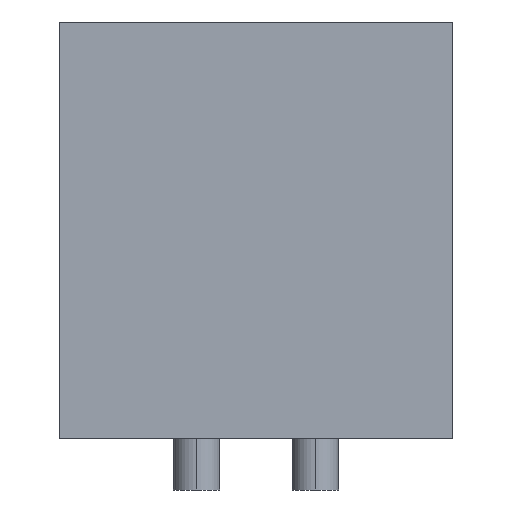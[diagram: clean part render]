
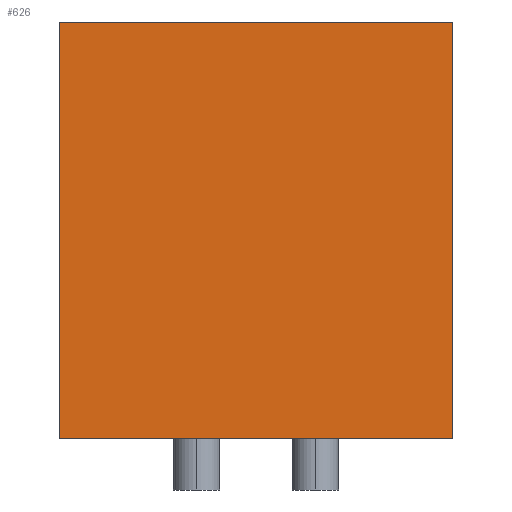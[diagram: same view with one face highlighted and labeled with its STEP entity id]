
A CAD part, left-side view. The second image highlights one B-rep face of the part: STEP entity #626.
In plain terms, the highlighted planar face has unit normal (-1, 0, 0).
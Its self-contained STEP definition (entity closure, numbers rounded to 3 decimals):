
#197 = VECTOR ( 'NONE', #2440, 1000. ) ;
#247 = EDGE_CURVE ( 'NONE', #3480, #3430, #1962, .T. ) ;
#489 = EDGE_CURVE ( 'NONE', #3496, #3480, #2688, .T. ) ;
#529 = EDGE_CURVE ( 'NONE', #3536, #3430, #2764, .T. ) ;
#622 = EDGE_CURVE ( 'NONE', #3496, #3536, #2858, .T. ) ;
#626 = ADVANCED_FACE ( 'NONE', ( #2867 ), #1006, .F. ) ;
#693 = CARTESIAN_POINT ( 'NONE',  ( 0., -8.4, 8.9 ) ) ;
#694 = DIRECTION ( 'NONE',  ( 0., 0., -1. ) ) ;
#989 = CARTESIAN_POINT ( 'NONE',  ( 0., 0., 8.9 ) ) ;
#990 = DIRECTION ( 'NONE',  ( 0., -1., 0. ) ) ;
#1006 = PLANE ( 'NONE',  #3148 ) ;
#1007 = CARTESIAN_POINT ( 'NONE',  ( 0., 0., 8.9 ) ) ;
#1008 = DIRECTION ( 'NONE',  ( 1., 0., 0. ) ) ;
#1009 = DIRECTION ( 'NONE',  ( 0., 1., 0. ) ) ;
#1155 = CARTESIAN_POINT ( 'NONE',  ( 0., -8.4, 0. ) ) ;
#1187 = CARTESIAN_POINT ( 'NONE',  ( 0., 0., 0. ) ) ;
#1196 = CARTESIAN_POINT ( 'NONE',  ( 0., 0., 8.9 ) ) ;
#1216 = CARTESIAN_POINT ( 'NONE',  ( 0., -8.4, 8.9 ) ) ;
#1228 = CARTESIAN_POINT ( 'NONE',  ( 0., 0., 0. ) ) ;
#1266 = DIRECTION ( 'NONE',  ( 0., -1., 0. ) ) ;
#1526 = ORIENTED_EDGE ( 'NONE', *, *, #247, .T. ) ;
#1529 = ORIENTED_EDGE ( 'NONE', *, *, #622, .F. ) ;
#1532 = ORIENTED_EDGE ( 'NONE', *, *, #489, .T. ) ;
#1534 = ORIENTED_EDGE ( 'NONE', *, *, #529, .F. ) ;
#1932 = EDGE_LOOP ( 'NONE', ( #1526, #1534, #1529, #1532 ) ) ;
#1962 = LINE ( 'NONE', #1228, #3918 ) ;
#2439 = CARTESIAN_POINT ( 'NONE',  ( 0., 0., 8.9 ) ) ;
#2440 = DIRECTION ( 'NONE',  ( 0., 0., -1. ) ) ;
#2688 = LINE ( 'NONE', #2439, #197 ) ;
#2764 = LINE ( 'NONE', #693, #3020 ) ;
#2858 = LINE ( 'NONE', #989, #3144 ) ;
#2867 = FACE_OUTER_BOUND ( 'NONE', #1932, .T. ) ;
#3020 = VECTOR ( 'NONE', #694, 1000. ) ;
#3144 = VECTOR ( 'NONE', #990, 1000. ) ;
#3148 = AXIS2_PLACEMENT_3D ( 'NONE', #1007, #1008, #1009 ) ;
#3430 = VERTEX_POINT ( 'NONE', #1155 ) ;
#3480 = VERTEX_POINT ( 'NONE', #1187 ) ;
#3496 = VERTEX_POINT ( 'NONE', #1196 ) ;
#3536 = VERTEX_POINT ( 'NONE', #1216 ) ;
#3918 = VECTOR ( 'NONE', #1266, 1000. ) ;
